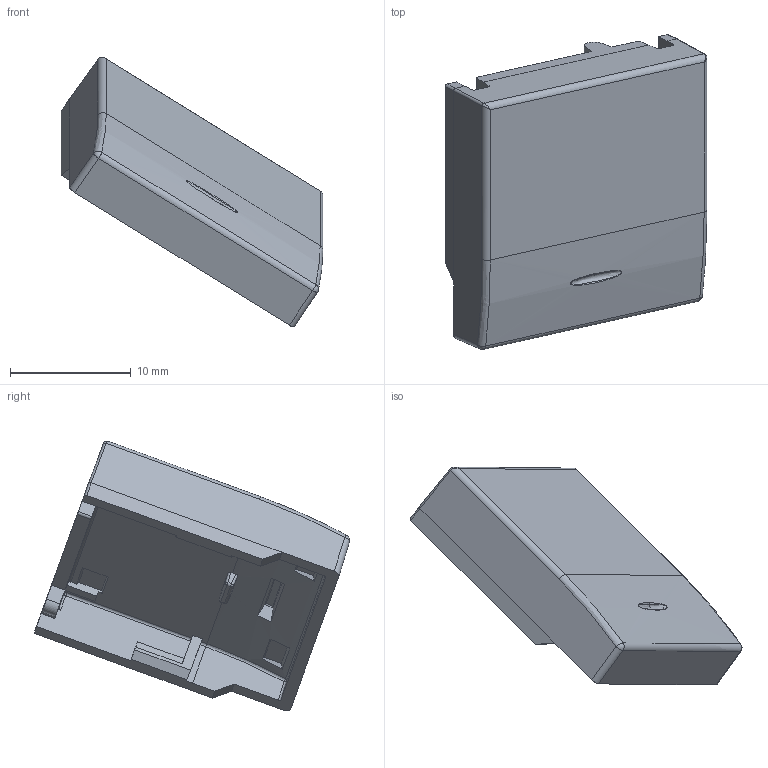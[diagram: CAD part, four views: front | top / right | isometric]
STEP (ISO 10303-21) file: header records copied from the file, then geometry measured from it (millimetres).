
FILE_DESCRIPTION(('CATIA V5 STEP Exchange'),'2;1');
FILE_NAME('441TGN-W.stp','2024-03-08T14:57:54+00:00',('none'),('none'),'CATIA Version 5-6 Release 2016 SP6','CATIA V5 STEP AP203','none');
FILE_SCHEMA(('CONFIG_CONTROL_DESIGN'));
Length unit declared in the file: millimetre
Products named in the file (1): 44XTGN-W
Assembly tree (1 placements, depth 2):
  44XTGN-W
    #57
Bounding box: 21.65 x 26.07 x 22.32 mm (x, y, z)
Volume: 1278.7 mm3; surface area: 1733.1 mm2
Topology: 1 solids, 1 shells, 148 faces, 388 edges, 236 vertices
Faces by surface type: plane 81, cylinder 40, bspline 16, sphere 10, torus 1
Entity records: 6299 total; most frequent: CARTESIAN_POINT 3072, ORIENTED_EDGE 756, DIRECTION 475, EDGE_CURVE 378, VERTEX_POINT 236, VECTOR 221, LINE 221, EDGE_LOOP 152
